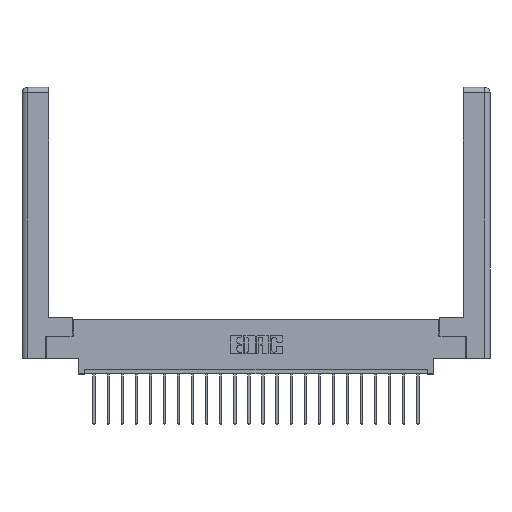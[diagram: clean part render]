
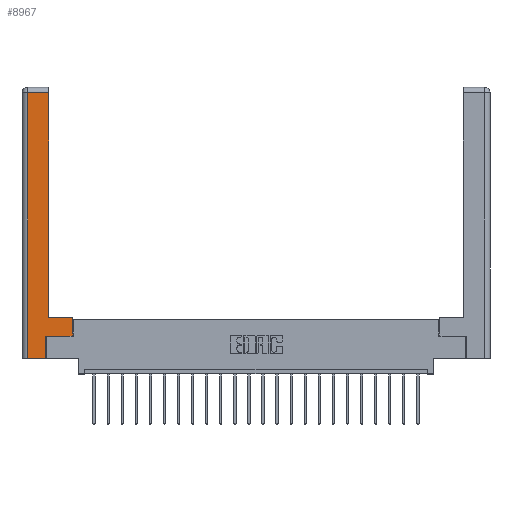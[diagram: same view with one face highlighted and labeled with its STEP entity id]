
A CAD part, top view. The second image highlights one B-rep face of the part: STEP entity #8967.
In plain terms, the highlighted planar face has unit normal (0, 0, 1).
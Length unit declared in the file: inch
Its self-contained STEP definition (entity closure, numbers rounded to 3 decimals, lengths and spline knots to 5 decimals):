
#947 = CARTESIAN_POINT ( 'NONE',  ( 0.265, 0., 0. ) ) ;
#1175 = LINE ( 'NONE', #947, #15268 ) ;
#1216 = CARTESIAN_POINT ( 'NONE',  ( 0.565, 0.45, 0. ) ) ;
#1917 = VERTEX_POINT ( 'NONE', #10252 ) ;
#2586 = DIRECTION ( 'NONE',  ( 0., 1., 0. ) ) ;
#2636 = CARTESIAN_POINT ( 'NONE',  ( 0.265, 0.245, 0. ) ) ;
#2671 = VERTEX_POINT ( 'NONE', #16089 ) ;
#2825 = EDGE_CURVE ( 'NONE', #1917, #14092, #1175, .T. ) ;
#3914 = VECTOR ( 'NONE', #21741, 39.37008 ) ;
#4057 = DIRECTION ( 'NONE',  ( 0., 1., 0. ) ) ;
#4107 = ORIENTED_EDGE ( 'NONE', *, *, #2825, .T. ) ;
#4777 = FACE_OUTER_BOUND ( 'NONE', #9709, .T. ) ;
#5759 = VERTEX_POINT ( 'NONE', #22423 ) ;
#6131 = LINE ( 'NONE', #12787, #22772 ) ;
#6281 = LINE ( 'NONE', #16650, #12646 ) ;
#6492 = VECTOR ( 'NONE', #7989, 39.37008 ) ;
#6822 = EDGE_CURVE ( 'NONE', #2671, #17850, #6281, .T. ) ;
#7231 = LINE ( 'NONE', #12477, #3914 ) ;
#7449 = LINE ( 'NONE', #20068, #11604 ) ;
#7936 = CARTESIAN_POINT ( 'NONE',  ( 0.0615, 0., 0. ) ) ;
#7989 = DIRECTION ( 'NONE',  ( -1., 0., 0. ) ) ;
#8200 = CARTESIAN_POINT ( 'NONE',  ( 0.265, 0., 0. ) ) ;
#8660 = PLANE ( 'NONE',  #9515 ) ;
#8893 = LINE ( 'NONE', #12619, #17543 ) ;
#8967 = ADVANCED_FACE ( 'NONE', ( #4777 ), #8660, .F. ) ;
#9165 = ORIENTED_EDGE ( 'NONE', *, *, #10115, .T. ) ;
#9515 = AXIS2_PLACEMENT_3D ( 'NONE', #12322, #19346, #15891 ) ;
#9675 = CARTESIAN_POINT ( 'NONE',  ( 0.295, 0.45, 0. ) ) ;
#9709 = EDGE_LOOP ( 'NONE', ( #12502, #18474, #19951, #4107, #18152, #9165, #10654, #15860 ) ) ;
#10115 = EDGE_CURVE ( 'NONE', #22402, #5759, #7449, .T. ) ;
#10252 = CARTESIAN_POINT ( 'NONE',  ( 0.0615, 0., 0. ) ) ;
#10654 = ORIENTED_EDGE ( 'NONE', *, *, #12225, .T. ) ;
#11043 = DIRECTION ( 'NONE',  ( -1., 0., 0. ) ) ;
#11427 = EDGE_CURVE ( 'NONE', #17850, #12037, #8893, .T. ) ;
#11604 = VECTOR ( 'NONE', #14855, 39.37008 ) ;
#12022 = LINE ( 'NONE', #9675, #6492 ) ;
#12037 = VERTEX_POINT ( 'NONE', #18823 ) ;
#12225 = EDGE_CURVE ( 'NONE', #5759, #17669, #6131, .T. ) ;
#12299 = CARTESIAN_POINT ( 'NONE',  ( 0.295, 2.94, 0. ) ) ;
#12322 = CARTESIAN_POINT ( 'NONE',  ( 0., 0., 0. ) ) ;
#12477 = CARTESIAN_POINT ( 'NONE',  ( 0.265, 0.245, 0. ) ) ;
#12502 = ORIENTED_EDGE ( 'NONE', *, *, #6822, .T. ) ;
#12619 = CARTESIAN_POINT ( 'NONE',  ( 0.0615, 2.94, 0. ) ) ;
#12646 = VECTOR ( 'NONE', #2586, 39.37008 ) ;
#12787 = CARTESIAN_POINT ( 'NONE',  ( 0.565, 0.45, 0. ) ) ;
#13404 = VECTOR ( 'NONE', #14929, 39.37008 ) ;
#14092 = VERTEX_POINT ( 'NONE', #8200 ) ;
#14700 = DIRECTION ( 'NONE',  ( 1., 0., 0. ) ) ;
#14855 = DIRECTION ( 'NONE',  ( 1., 0., 0. ) ) ;
#14929 = DIRECTION ( 'NONE',  ( 0., -1., 0. ) ) ;
#15268 = VECTOR ( 'NONE', #14700, 39.37008 ) ;
#15860 = ORIENTED_EDGE ( 'NONE', *, *, #22765, .T. ) ;
#15891 = DIRECTION ( 'NONE',  ( -1., 0., 0. ) ) ;
#16089 = CARTESIAN_POINT ( 'NONE',  ( 0.295, 0.45, 0. ) ) ;
#16650 = CARTESIAN_POINT ( 'NONE',  ( 0.295, 3., 0. ) ) ;
#17543 = VECTOR ( 'NONE', #11043, 39.37008 ) ;
#17669 = VERTEX_POINT ( 'NONE', #1216 ) ;
#17850 = VERTEX_POINT ( 'NONE', #12299 ) ;
#18120 = LINE ( 'NONE', #7936, #13404 ) ;
#18152 = ORIENTED_EDGE ( 'NONE', *, *, #18298, .T. ) ;
#18298 = EDGE_CURVE ( 'NONE', #14092, #22402, #7231, .T. ) ;
#18474 = ORIENTED_EDGE ( 'NONE', *, *, #11427, .T. ) ;
#18823 = CARTESIAN_POINT ( 'NONE',  ( 0.0615, 2.94, 0. ) ) ;
#19346 = DIRECTION ( 'NONE',  ( 0., 0., -1. ) ) ;
#19951 = ORIENTED_EDGE ( 'NONE', *, *, #22977, .T. ) ;
#20068 = CARTESIAN_POINT ( 'NONE',  ( 0.565, 0.245, 0. ) ) ;
#21741 = DIRECTION ( 'NONE',  ( 0., 1., 0. ) ) ;
#22402 = VERTEX_POINT ( 'NONE', #2636 ) ;
#22423 = CARTESIAN_POINT ( 'NONE',  ( 0.565, 0.245, 0. ) ) ;
#22765 = EDGE_CURVE ( 'NONE', #17669, #2671, #12022, .T. ) ;
#22772 = VECTOR ( 'NONE', #4057, 39.37008 ) ;
#22977 = EDGE_CURVE ( 'NONE', #12037, #1917, #18120, .T. ) ;
